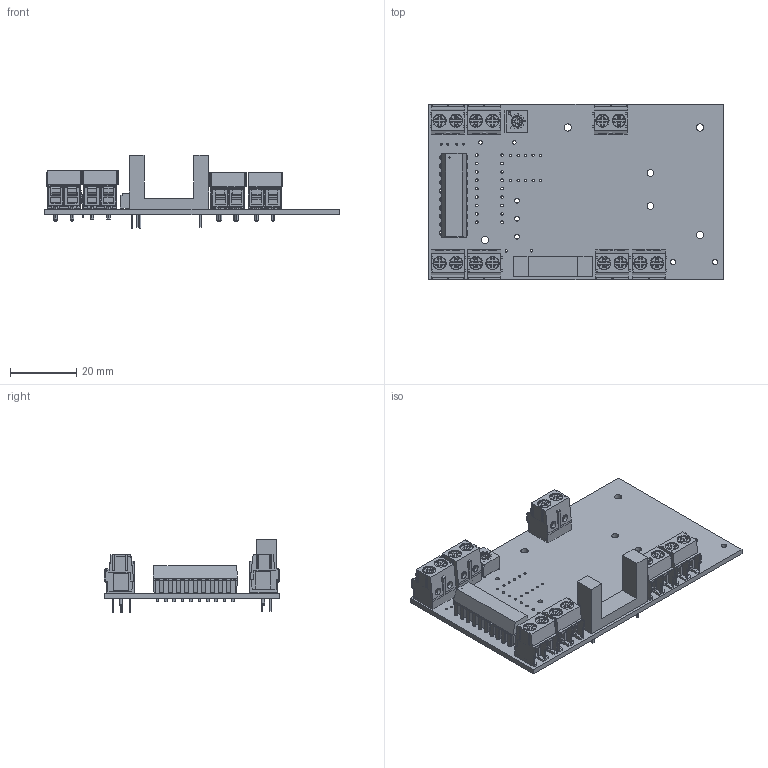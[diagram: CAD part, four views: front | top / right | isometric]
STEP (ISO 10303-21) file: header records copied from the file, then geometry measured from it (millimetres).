
FILE_DESCRIPTION(('KiCad electronic assembly'),'2;1');
FILE_NAME('CG22STAGE_MODULE.step','2023-01-25T10:59:14',('Pcbnew'),( 'Kicad'),'Open CASCADE STEP processor 7.6','KiCad to STEP converter' ,'Unknown');
FILE_SCHEMA(('AUTOMOTIVE_DESIGN { 1 0 10303 214 1 1 1 1 }'));
Length unit declared in the file: millimetre
Products named in the file (10): CG22STAGE_MODULE 1; LTH-301-32; COMPOUND; 2 Position Wire to Board Terminal Block Horizontal with Board 0.197 
(5.00mm) Through Hole; LTA-1000HR_LTO; 3362P-1-504LF; _autosave-CG22STAGE_MODULE PCB
Assembly tree (15 placements, depth 3):
  CG22STAGE_MODULE 1
    LTH-301-32
      COMPOUND
    2 Position Wire to Board Terminal Block Horizontal with Board 0.197 
(5.00mm) Through Hole  x7
      COMPOUND
    LTA-1000HR_LTO
      COMPOUND
    3362P-1-504LF
      COMPOUND
    _autosave-CG22STAGE_MODULE PCB
Bounding box: 89 x 53 x 22.14 mm (x, y, z)
Volume: 13852.3 mm3; surface area: 23604.4 mm2
Topology: 82 solids, 82 shells, 2548 faces, 6348 edges, 3983 vertices
Faces by surface type: plane 1553, cylinder 769, cone 142, torus 56, revolution 28
Full cylindrical faces by diameter (mm): 0.374 x1, 0.6 x4, 0.7 x12, 0.714 x3, 0.762 x4, 0.8 x18, 1.016 x20, 1.1 x2, 1.3 x14, 1.5 x3, 1.6 x2, 2 x2, 2.2 x4
Entity records: 57137 total; most frequent: CARTESIAN_POINT 11050, DIRECTION 8240, LINE 5353, VECTOR 5353, ORIENTED_EDGE 4224, PCURVE 4224, DEFINITIONAL_REPRESENTATION 4224, EDGE_CURVE 2112
